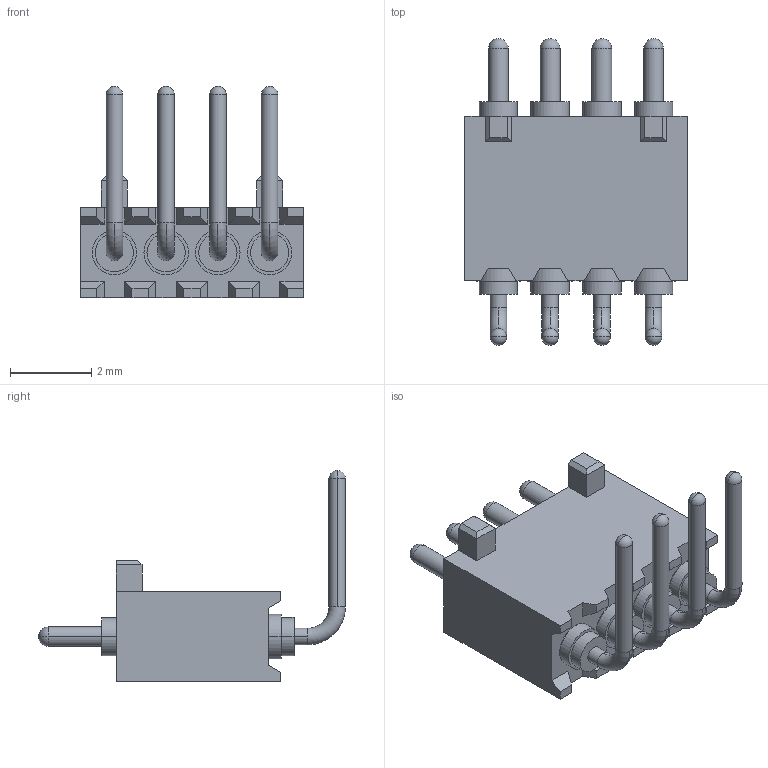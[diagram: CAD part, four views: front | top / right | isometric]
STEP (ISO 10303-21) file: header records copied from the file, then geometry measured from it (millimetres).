
FILE_DESCRIPTION (( 'STEP AP214' ), '1' );
FILE_NAME ('mill-max-854-22-004-20-601101.STEP', '2023-04-14T13:00:06', ( '' ), ( '' ), 'SwSTEP 2.0', 'SolidWorks 2022', '' );
FILE_SCHEMA (( 'AUTOMOTIVE_DESIGN' ));
Length unit declared in the file: inch
Products named in the file (3): P8XX-18-013-02-100000_P804-18-013-02-100000; 0985_default; mill-max-854-22-004-20-601101
Assembly tree (5 placements, depth 2):
  mill-max-854-22-004-20-601101
    P8XX-18-013-02-100000_P804-18-013-02-100000
    0985_default  x4
Bounding box: 5.46 x 7.53 x 5.19 mm (x, y, z)
Volume: 50.7 mm3; surface area: 228.5 mm2
Topology: 5 solids, 5 shells, 172 faces, 438 edges, 280 vertices
Faces by surface type: plane 76, cylinder 64, sphere 16, torus 8, cone 8
Entity records: 2948 total; most frequent: CARTESIAN_POINT 493, DIRECTION 492, ORIENTED_EDGE 476, EDGE_CURVE 238, LINE 182, VECTOR 182, VERTEX_POINT 156, AXIS2_PLACEMENT_3D 155
